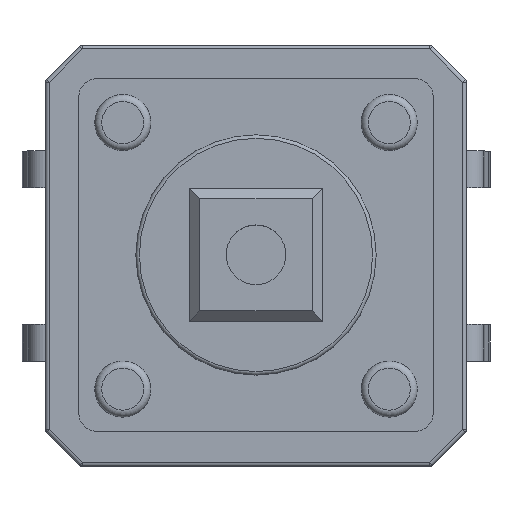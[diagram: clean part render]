
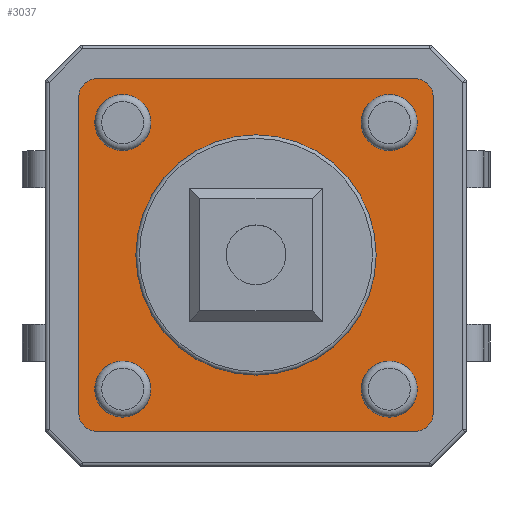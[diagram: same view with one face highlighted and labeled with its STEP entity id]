
A CAD part, top view. The second image highlights one B-rep face of the part: STEP entity #3037.
In plain terms, the highlighted planar face has unit normal (0, 0, 1).
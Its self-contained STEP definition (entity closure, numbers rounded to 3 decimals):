
#125=FACE_BOUND('',#1060,.T.);
#232=LINE('',#4899,#507);
#236=LINE('',#4911,#511);
#240=LINE('',#4923,#515);
#244=LINE('',#4934,#519);
#507=VECTOR('',#3980,10.);
#511=VECTOR('',#3992,10.);
#515=VECTOR('',#4004,10.);
#519=VECTOR('',#4016,10.);
#716=PLANE('',#3345);
#865=FACE_OUTER_BOUND('',#1059,.T.);
#1059=EDGE_LOOP('',(#2459,#2460,#2461,#2462,#2463,#2464,#2465,#2466));
#1060=EDGE_LOOP('',(#2467));
#1235=CIRCLE('',#3327,3.425);
#1237=CIRCLE('',#3330,0.5);
#1239=CIRCLE('',#3334,0.5);
#1241=CIRCLE('',#3338,0.5);
#1243=CIRCLE('',#3342,0.5);
#1428=VERTEX_POINT('',#4883);
#1430=VERTEX_POINT('',#4889);
#1431=VERTEX_POINT('',#4890);
#1434=VERTEX_POINT('',#4898);
#1436=VERTEX_POINT('',#4904);
#1438=VERTEX_POINT('',#4910);
#1440=VERTEX_POINT('',#4916);
#1442=VERTEX_POINT('',#4922);
#1444=VERTEX_POINT('',#4928);
#1788=EDGE_CURVE('',#1428,#1428,#1235,.T.);
#1791=EDGE_CURVE('',#1430,#1431,#1237,.T.);
#1795=EDGE_CURVE('',#1431,#1434,#232,.T.);
#1798=EDGE_CURVE('',#1434,#1436,#1239,.T.);
#1801=EDGE_CURVE('',#1436,#1438,#236,.T.);
#1804=EDGE_CURVE('',#1438,#1440,#1241,.T.);
#1807=EDGE_CURVE('',#1440,#1442,#240,.T.);
#1810=EDGE_CURVE('',#1442,#1444,#1243,.T.);
#1813=EDGE_CURVE('',#1444,#1430,#244,.T.);
#2459=ORIENTED_EDGE('',*,*,#1813,.T.);
#2460=ORIENTED_EDGE('',*,*,#1791,.T.);
#2461=ORIENTED_EDGE('',*,*,#1795,.T.);
#2462=ORIENTED_EDGE('',*,*,#1798,.T.);
#2463=ORIENTED_EDGE('',*,*,#1801,.T.);
#2464=ORIENTED_EDGE('',*,*,#1804,.T.);
#2465=ORIENTED_EDGE('',*,*,#1807,.T.);
#2466=ORIENTED_EDGE('',*,*,#1810,.T.);
#2467=ORIENTED_EDGE('',*,*,#1788,.T.);
#3037=ADVANCED_FACE('',(#865,#125),#716,.T.);
#3327=AXIS2_PLACEMENT_3D('',#4884,#3965,#3966);
#3330=AXIS2_PLACEMENT_3D('',#4891,#3972,#3973);
#3334=AXIS2_PLACEMENT_3D('',#4905,#3985,#3986);
#3338=AXIS2_PLACEMENT_3D('',#4917,#3997,#3998);
#3342=AXIS2_PLACEMENT_3D('',#4929,#4009,#4010);
#3345=AXIS2_PLACEMENT_3D('',#4936,#4018,#4019);
#3965=DIRECTION('center_axis',(0.,0.,-1.));
#3966=DIRECTION('ref_axis',(-1.,0.,0.));
#3972=DIRECTION('center_axis',(0.,0.,1.));
#3973=DIRECTION('ref_axis',(-1.,0.,0.));
#3980=DIRECTION('',(1.,0.,0.));
#3985=DIRECTION('center_axis',(0.,0.,1.));
#3986=DIRECTION('ref_axis',(0.,-1.,0.));
#3992=DIRECTION('',(0.,1.,0.));
#3997=DIRECTION('center_axis',(0.,0.,1.));
#3998=DIRECTION('ref_axis',(1.,0.,0.));
#4004=DIRECTION('',(-1.,0.,0.));
#4009=DIRECTION('center_axis',(0.,0.,1.));
#4010=DIRECTION('ref_axis',(0.,1.,0.));
#4016=DIRECTION('',(0.,-1.,0.));
#4018=DIRECTION('center_axis',(0.,0.,1.));
#4019=DIRECTION('ref_axis',(1.,0.,0.));
#4883=CARTESIAN_POINT('',(9.775,2.525,3.35));
#4884=CARTESIAN_POINT('Origin',(6.35,2.525,3.35));
#4889=CARTESIAN_POINT('',(1.3,-2.,3.35));
#4890=CARTESIAN_POINT('',(1.8,-2.5,3.35));
#4891=CARTESIAN_POINT('Origin',(1.8,-2.,3.35));
#4898=CARTESIAN_POINT('',(10.9,-2.5,3.35));
#4899=CARTESIAN_POINT('',(1.8,-2.5,3.35));
#4904=CARTESIAN_POINT('',(11.4,-2.,3.35));
#4905=CARTESIAN_POINT('Origin',(10.9,-2.,3.35));
#4910=CARTESIAN_POINT('',(11.4,7.05,3.35));
#4911=CARTESIAN_POINT('',(11.4,-2.,3.35));
#4916=CARTESIAN_POINT('',(10.9,7.55,3.35));
#4917=CARTESIAN_POINT('Origin',(10.9,7.05,3.35));
#4922=CARTESIAN_POINT('',(1.8,7.55,3.35));
#4923=CARTESIAN_POINT('',(10.9,7.55,3.35));
#4928=CARTESIAN_POINT('',(1.3,7.05,3.35));
#4929=CARTESIAN_POINT('Origin',(1.8,7.05,3.35));
#4934=CARTESIAN_POINT('',(1.3,7.05,3.35));
#4936=CARTESIAN_POINT('Origin',(6.35,2.525,3.35));
